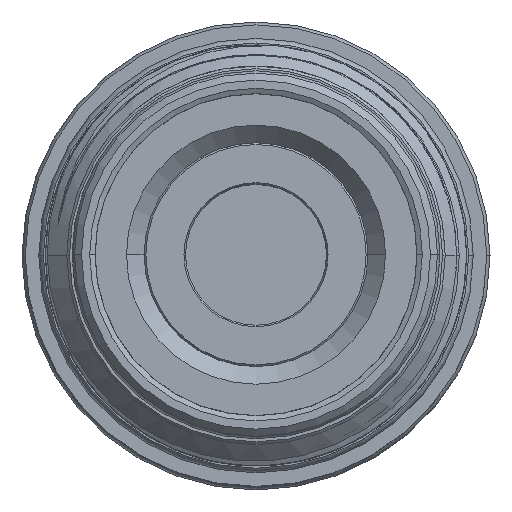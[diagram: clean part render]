
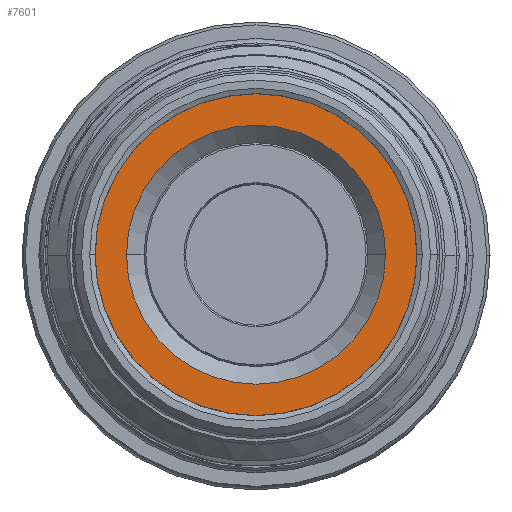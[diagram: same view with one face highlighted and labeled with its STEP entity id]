
A CAD part, top view. The second image highlights one B-rep face of the part: STEP entity #7601.
In plain terms, the highlighted planar face has unit normal (0, 0, 1).
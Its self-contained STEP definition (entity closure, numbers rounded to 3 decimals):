
#119 = AXIS2_PLACEMENT_3D ( 'NONE', #16625, #5378, #2205 ) ;
#154 = EDGE_CURVE ( 'NONE', #16725, #2136, #3266, .T. ) ;
#354 = DIRECTION ( 'NONE',  ( 1., 0., 0. ) ) ;
#1459 = EDGE_LOOP ( 'NONE', ( #4968, #6199 ) ) ;
#2136 = VERTEX_POINT ( 'NONE', #19945 ) ;
#2205 = DIRECTION ( 'NONE',  ( -1., 0., 0. ) ) ;
#2313 = FACE_OUTER_BOUND ( 'NONE', #18512, .T. ) ;
#3107 = CIRCLE ( 'NONE', #19044, 14.7 ) ;
#3266 = CIRCLE ( 'NONE', #8890, 18.26 ) ;
#4074 = DIRECTION ( 'NONE',  ( 1., 0., 0. ) ) ;
#4284 = CIRCLE ( 'NONE', #7261, 18.26 ) ;
#4537 = EDGE_CURVE ( 'NONE', #19249, #10052, #3107, .T. ) ;
#4542 = DIRECTION ( 'NONE',  ( -1., 0., 0. ) ) ;
#4795 = EDGE_CURVE ( 'NONE', #10052, #19249, #16019, .T. ) ;
#4968 = ORIENTED_EDGE ( 'NONE', *, *, #4537, .F. ) ;
#5378 = DIRECTION ( 'NONE',  ( 0., 0., -1. ) ) ;
#5652 = CARTESIAN_POINT ( 'NONE',  ( 14.7, 0., 72.286 ) ) ;
#6199 = ORIENTED_EDGE ( 'NONE', *, *, #4795, .F. ) ;
#7235 = CARTESIAN_POINT ( 'NONE',  ( 0., 0., 72.286 ) ) ;
#7261 = AXIS2_PLACEMENT_3D ( 'NONE', #18592, #14018, #4542 ) ;
#7346 = ORIENTED_EDGE ( 'NONE', *, *, #8215, .F. ) ;
#7601 = ADVANCED_FACE ( 'NONE', ( #2313, #16204 ), #10087, .F. ) ;
#8215 = EDGE_CURVE ( 'NONE', #2136, #16725, #4284, .T. ) ;
#8890 = AXIS2_PLACEMENT_3D ( 'NONE', #7235, #13524, #16735 ) ;
#10040 = ORIENTED_EDGE ( 'NONE', *, *, #154, .F. ) ;
#10052 = VERTEX_POINT ( 'NONE', #12542 ) ;
#10087 = PLANE ( 'NONE',  #119 ) ;
#11679 = CARTESIAN_POINT ( 'NONE',  ( -18.26, 0., 72.286 ) ) ;
#11961 = CARTESIAN_POINT ( 'NONE',  ( 0., 0., 72.286 ) ) ;
#12542 = CARTESIAN_POINT ( 'NONE',  ( -14.7, 0., 72.286 ) ) ;
#13524 = DIRECTION ( 'NONE',  ( 0., 0., -1. ) ) ;
#13574 = DIRECTION ( 'NONE',  ( 0., 0., 1. ) ) ;
#14018 = DIRECTION ( 'NONE',  ( 0., 0., -1. ) ) ;
#16019 = CIRCLE ( 'NONE', #17200, 14.7 ) ;
#16204 = FACE_BOUND ( 'NONE', #1459, .T. ) ;
#16625 = CARTESIAN_POINT ( 'NONE',  ( 0., 0., 72.286 ) ) ;
#16725 = VERTEX_POINT ( 'NONE', #11679 ) ;
#16735 = DIRECTION ( 'NONE',  ( -1., 0., 0. ) ) ;
#17200 = AXIS2_PLACEMENT_3D ( 'NONE', #17656, #17718, #354 ) ;
#17656 = CARTESIAN_POINT ( 'NONE',  ( 0., 0., 72.286 ) ) ;
#17718 = DIRECTION ( 'NONE',  ( 0., 0., 1. ) ) ;
#18512 = EDGE_LOOP ( 'NONE', ( #10040, #7346 ) ) ;
#18592 = CARTESIAN_POINT ( 'NONE',  ( 0., 0., 72.286 ) ) ;
#19044 = AXIS2_PLACEMENT_3D ( 'NONE', #11961, #13574, #4074 ) ;
#19249 = VERTEX_POINT ( 'NONE', #5652 ) ;
#19945 = CARTESIAN_POINT ( 'NONE',  ( 18.26, 0., 72.286 ) ) ;
